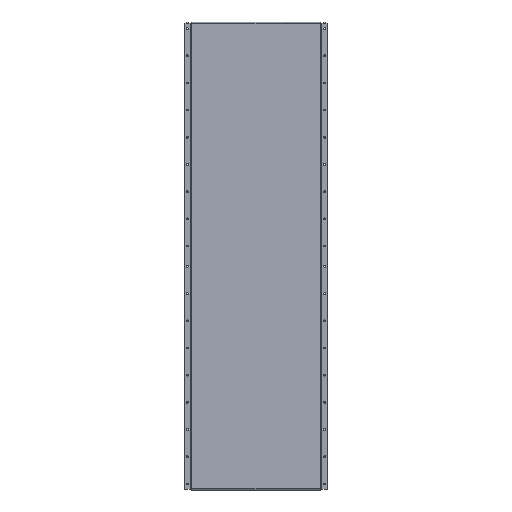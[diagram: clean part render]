
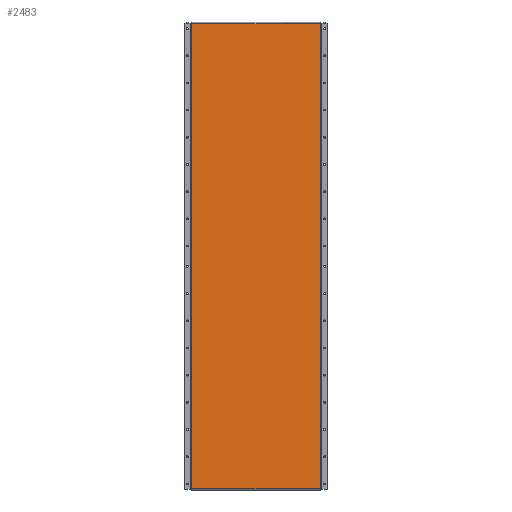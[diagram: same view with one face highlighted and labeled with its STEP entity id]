
A CAD part, front view. The second image highlights one B-rep face of the part: STEP entity #2483.
In plain terms, the highlighted planar face has unit normal (0, -1, 0).
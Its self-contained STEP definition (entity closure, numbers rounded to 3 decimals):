
#39 = ORIENTED_EDGE ( 'NONE', *, *, #316, .F. ) ;
#70 = LINE ( 'NONE', #2657, #4067 ) ;
#77 = LINE ( 'NONE', #3471, #455 ) ;
#316 = EDGE_CURVE ( 'NONE', #2656, #4708, #2033, .T. ) ;
#455 = VECTOR ( 'NONE', #1862, 1000. ) ;
#640 = AXIS2_PLACEMENT_3D ( 'NONE', #3274, #2851, #3830 ) ;
#657 = CARTESIAN_POINT ( 'NONE',  ( 4., 0., 1712. ) ) ;
#1087 = EDGE_LOOP ( 'NONE', ( #2203, #39, #1257, #1382 ) ) ;
#1235 = DIRECTION ( 'NONE',  ( 0., 0., -1. ) ) ;
#1257 = ORIENTED_EDGE ( 'NONE', *, *, #4215, .T. ) ;
#1353 = CARTESIAN_POINT ( 'NONE',  ( 477., 0., 0. ) ) ;
#1382 = ORIENTED_EDGE ( 'NONE', *, *, #3070, .T. ) ;
#1576 = PLANE ( 'NONE',  #640 ) ;
#1856 = VERTEX_POINT ( 'NONE', #3736 ) ;
#1862 = DIRECTION ( 'NONE',  ( -1., 0., 0. ) ) ;
#1905 = DIRECTION ( 'NONE',  ( -1., 0., 0. ) ) ;
#1926 = VERTEX_POINT ( 'NONE', #657 ) ;
#2033 = LINE ( 'NONE', #2861, #5137 ) ;
#2203 = ORIENTED_EDGE ( 'NONE', *, *, #5046, .F. ) ;
#2483 = ADVANCED_FACE ( 'NONE', ( #5402 ), #1576, .T. ) ;
#2656 = VERTEX_POINT ( 'NONE', #3881 ) ;
#2657 = CARTESIAN_POINT ( 'NONE',  ( 0., 0., 0. ) ) ;
#2851 = DIRECTION ( 'NONE',  ( 0., -1., 0. ) ) ;
#2861 = CARTESIAN_POINT ( 'NONE',  ( 477., 0., 1712. ) ) ;
#3070 = EDGE_CURVE ( 'NONE', #1926, #1856, #5486, .T. ) ;
#3274 = CARTESIAN_POINT ( 'NONE',  ( 0., 0., 1712. ) ) ;
#3393 = DIRECTION ( 'NONE',  ( 0., 0., -1. ) ) ;
#3471 = CARTESIAN_POINT ( 'NONE',  ( 0., 0., 1712. ) ) ;
#3736 = CARTESIAN_POINT ( 'NONE',  ( 4., 0., 0. ) ) ;
#3830 = DIRECTION ( 'NONE',  ( 0., 0., -1. ) ) ;
#3881 = CARTESIAN_POINT ( 'NONE',  ( 477., 0., 1712. ) ) ;
#4067 = VECTOR ( 'NONE', #1905, 1000. ) ;
#4215 = EDGE_CURVE ( 'NONE', #2656, #1926, #77, .T. ) ;
#4708 = VERTEX_POINT ( 'NONE', #1353 ) ;
#5046 = EDGE_CURVE ( 'NONE', #4708, #1856, #70, .T. ) ;
#5061 = CARTESIAN_POINT ( 'NONE',  ( 4., 0., 1712. ) ) ;
#5137 = VECTOR ( 'NONE', #3393, 1000. ) ;
#5402 = FACE_OUTER_BOUND ( 'NONE', #1087, .T. ) ;
#5457 = VECTOR ( 'NONE', #1235, 1000. ) ;
#5486 = LINE ( 'NONE', #5061, #5457 ) ;
